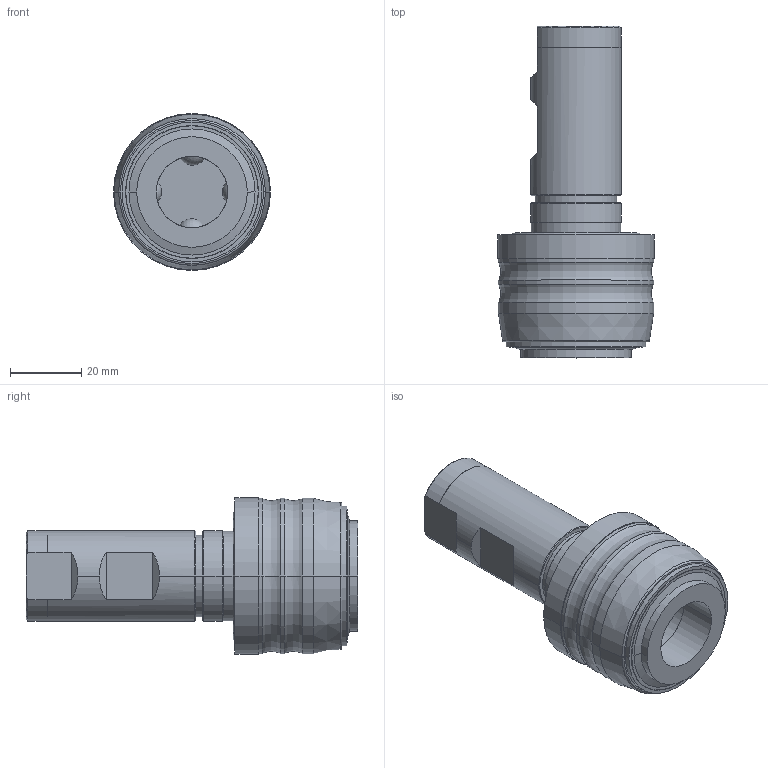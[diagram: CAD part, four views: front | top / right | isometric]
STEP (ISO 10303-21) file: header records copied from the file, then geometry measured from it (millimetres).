
FILE_DESCRIPTION((''),'2;1');
FILE_NAME('23400-INC1','2021-06-18T17:06:53',('046'),(''),'CREO PARAMETRIC BY PTC INC, 2019352','CREO PARAMETRIC BY PTC INC, 2019352','');
FILE_SCHEMA(('CONFIG_CONTROL_DESIGN'));
Length unit declared in the file: millimetre
Products named in the file (1): 23400-INC1
Bounding box: 44 x 93 x 44 mm (x, y, z)
Volume: 66078 mm3; surface area: 16315.3 mm2
Topology: 1 solids, 1 shells, 123 faces, 280 edges, 169 vertices
Faces by surface type: cylinder 49, cone 39, plane 19, torus 12, sphere 4
Entity records: 4149 total; most frequent: CARTESIAN_POINT 1350, DIRECTION 603, ORIENTED_EDGE 556, EDGE_CURVE 278, AXIS2_PLACEMENT_3D 250, VERTEX_POINT 169, EDGE_LOOP 135, CIRCLE 127
